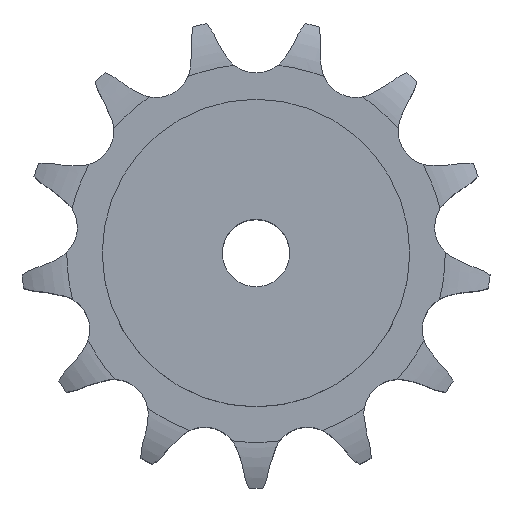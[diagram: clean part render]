
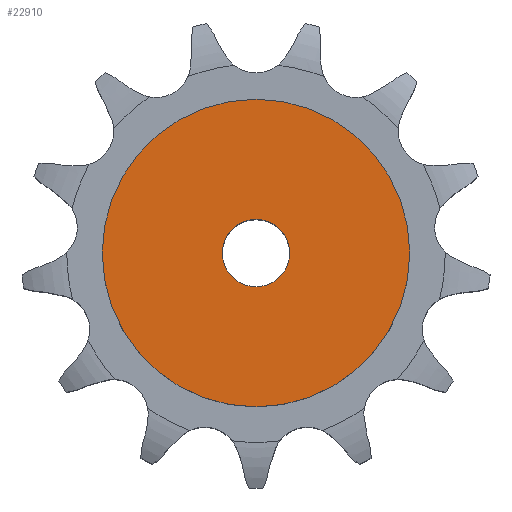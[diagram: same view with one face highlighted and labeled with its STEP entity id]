
A CAD part, top view. The second image highlights one B-rep face of the part: STEP entity #22910.
In plain terms, the highlighted planar face has unit normal (0, 0, 1).
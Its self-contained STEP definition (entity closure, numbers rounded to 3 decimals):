
#12368 = CYLINDRICAL_SURFACE('',#12369,12.5);
#12369 = AXIS2_PLACEMENT_3D('',#12370,#12371,#12372);
#12370 = CARTESIAN_POINT('',(0.,0.,296.864));
#12371 = DIRECTION('',(0.,0.,1.));
#12372 = DIRECTION('',(1.,0.,0.));
#15681 = EDGE_CURVE('',#15682,#15682,#15684,.T.);
#15682 = VERTEX_POINT('',#15683);
#15683 = CARTESIAN_POINT('',(12.5,0.,100.));
#15684 = SURFACE_CURVE('',#15685,(#15690,#15697),.PCURVE_S1.);
#15685 = CIRCLE('',#15686,12.5);
#15686 = AXIS2_PLACEMENT_3D('',#15687,#15688,#15689);
#15687 = CARTESIAN_POINT('',(0.,0.,100.));
#15688 = DIRECTION('',(0.,0.,1.));
#15689 = DIRECTION('',(1.,0.,0.));
#15690 = PCURVE('',#12368,#15691);
#15691 = DEFINITIONAL_REPRESENTATION('',(#15692),#15696);
#15692 = LINE('',#15693,#15694);
#15693 = CARTESIAN_POINT('',(0.,-196.864));
#15694 = VECTOR('',#15695,1.);
#15695 = DIRECTION('',(1.,0.));
#15696 = ( GEOMETRIC_REPRESENTATION_CONTEXT(2) 
PARAMETRIC_REPRESENTATION_CONTEXT() REPRESENTATION_CONTEXT('2D SPACE',''
  ) );
#15697 = PCURVE('',#15698,#15703);
#15698 = PLANE('',#15699);
#15699 = AXIS2_PLACEMENT_3D('',#15700,#15701,#15702);
#15700 = CARTESIAN_POINT('',(0.,0.,100.
    ));
#15701 = DIRECTION('',(0.,0.,1.));
#15702 = DIRECTION('',(1.,0.,0.));
#15703 = DEFINITIONAL_REPRESENTATION('',(#15704),#15708);
#15704 = CIRCLE('',#15705,12.5);
#15705 = AXIS2_PLACEMENT_2D('',#15706,#15707);
#15706 = CARTESIAN_POINT('',(0.,0.));
#15707 = DIRECTION('',(1.,0.));
#15708 = ( GEOMETRIC_REPRESENTATION_CONTEXT(2) 
PARAMETRIC_REPRESENTATION_CONTEXT() REPRESENTATION_CONTEXT('2D SPACE',''
  ) );
#22910 = ADVANCED_FACE('',(#22911,#22942),#15698,.T.);
#22911 = FACE_BOUND('',#22912,.T.);
#22912 = EDGE_LOOP('',(#22913));
#22913 = ORIENTED_EDGE('',*,*,#22914,.T.);
#22914 = EDGE_CURVE('',#22915,#22915,#22917,.T.);
#22915 = VERTEX_POINT('',#22916);
#22916 = CARTESIAN_POINT('',(57.,0.,100.));
#22917 = SURFACE_CURVE('',#22918,(#22923,#22930),.PCURVE_S1.);
#22918 = CIRCLE('',#22919,57.);
#22919 = AXIS2_PLACEMENT_3D('',#22920,#22921,#22922);
#22920 = CARTESIAN_POINT('',(0.,0.,100.));
#22921 = DIRECTION('',(0.,0.,1.));
#22922 = DIRECTION('',(1.,0.,0.));
#22923 = PCURVE('',#15698,#22924);
#22924 = DEFINITIONAL_REPRESENTATION('',(#22925),#22929);
#22925 = CIRCLE('',#22926,57.);
#22926 = AXIS2_PLACEMENT_2D('',#22927,#22928);
#22927 = CARTESIAN_POINT('',(0.,0.));
#22928 = DIRECTION('',(1.,0.));
#22929 = ( GEOMETRIC_REPRESENTATION_CONTEXT(2) 
PARAMETRIC_REPRESENTATION_CONTEXT() REPRESENTATION_CONTEXT('2D SPACE',''
  ) );
#22930 = PCURVE('',#22931,#22936);
#22931 = CYLINDRICAL_SURFACE('',#22932,57.);
#22932 = AXIS2_PLACEMENT_3D('',#22933,#22934,#22935);
#22933 = CARTESIAN_POINT('',(0.,0.,0.));
#22934 = DIRECTION('',(-0.,-0.,-1.));
#22935 = DIRECTION('',(1.,0.,0.));
#22936 = DEFINITIONAL_REPRESENTATION('',(#22937),#22941);
#22937 = LINE('',#22938,#22939);
#22938 = CARTESIAN_POINT('',(-0.,-100.));
#22939 = VECTOR('',#22940,1.);
#22940 = DIRECTION('',(-1.,0.));
#22941 = ( GEOMETRIC_REPRESENTATION_CONTEXT(2) 
PARAMETRIC_REPRESENTATION_CONTEXT() REPRESENTATION_CONTEXT('2D SPACE',''
  ) );
#22942 = FACE_BOUND('',#22943,.T.);
#22943 = EDGE_LOOP('',(#22944));
#22944 = ORIENTED_EDGE('',*,*,#15681,.F.);
